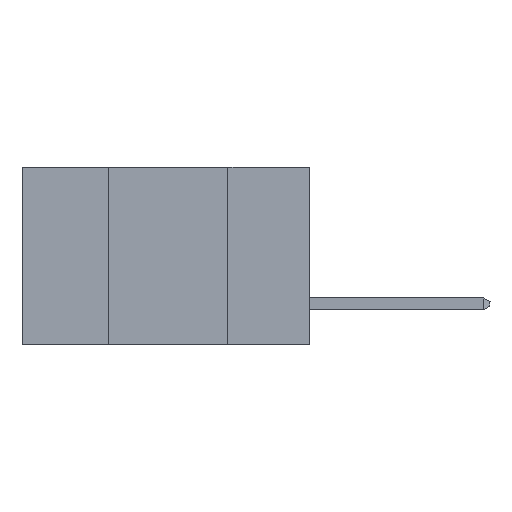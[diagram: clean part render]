
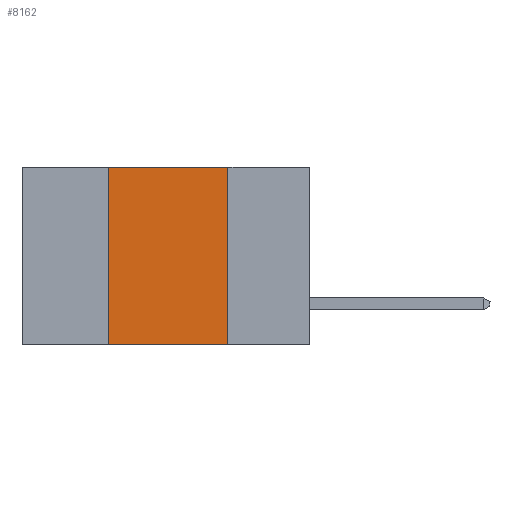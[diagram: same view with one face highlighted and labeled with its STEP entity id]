
A CAD part, left-side view. The second image highlights one B-rep face of the part: STEP entity #8162.
In plain terms, the highlighted planar face has unit normal (-1, 0, 0).
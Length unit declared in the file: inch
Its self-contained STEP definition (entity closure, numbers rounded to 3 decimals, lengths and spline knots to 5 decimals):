
#368 = VERTEX_POINT ( 'NONE', #38030 ) ;
#1235 = VERTEX_POINT ( 'NONE', #34542 ) ;
#1674 = ORIENTED_EDGE ( 'NONE', *, *, #13043, .F. ) ;
#3261 = PLANE ( 'NONE',  #33450 ) ;
#3402 = CARTESIAN_POINT ( 'NONE',  ( 0., 0.17, 0. ) ) ;
#4410 = EDGE_CURVE ( 'NONE', #1235, #32870, #40675, .T. ) ;
#8162 = ADVANCED_FACE ( 'NONE', ( #13599 ), #3261, .F. ) ;
#8960 = EDGE_CURVE ( 'NONE', #29240, #32870, #17931, .T. ) ;
#9790 = DIRECTION ( 'NONE',  ( 0., -1., 0. ) ) ;
#10182 = DIRECTION ( 'NONE',  ( 0., 0., 1. ) ) ;
#10418 = ORIENTED_EDGE ( 'NONE', *, *, #4410, .T. ) ;
#11693 = VECTOR ( 'NONE', #10182, 39.37008 ) ;
#12068 = LINE ( 'NONE', #28554, #29069 ) ;
#13043 = EDGE_CURVE ( 'NONE', #368, #29240, #12068, .T. ) ;
#13599 = FACE_OUTER_BOUND ( 'NONE', #39859, .T. ) ;
#14004 = LINE ( 'NONE', #41740, #11693 ) ;
#14115 = DIRECTION ( 'NONE',  ( 0., 0., -1. ) ) ;
#16985 = CARTESIAN_POINT ( 'NONE',  ( 0., 0.6, 0. ) ) ;
#17931 = LINE ( 'NONE', #41408, #36893 ) ;
#27369 = DIRECTION ( 'NONE',  ( 0., 0., -1. ) ) ;
#28554 = CARTESIAN_POINT ( 'NONE',  ( 0., 0.6, 0. ) ) ;
#29069 = VECTOR ( 'NONE', #38918, 39.37008 ) ;
#29240 = VERTEX_POINT ( 'NONE', #3402 ) ;
#30745 = DIRECTION ( 'NONE',  ( 1., 0., 0. ) ) ;
#32870 = VERTEX_POINT ( 'NONE', #37889 ) ;
#33450 = AXIS2_PLACEMENT_3D ( 'NONE', #16985, #30745, #27369 ) ;
#34542 = CARTESIAN_POINT ( 'NONE',  ( 0., 0.42, -0.37 ) ) ;
#36893 = VECTOR ( 'NONE', #14115, 39.37008 ) ;
#37287 = CARTESIAN_POINT ( 'NONE',  ( 0., 0.6, -0.37 ) ) ;
#37889 = CARTESIAN_POINT ( 'NONE',  ( 0., 0.17, -0.37 ) ) ;
#37912 = ORIENTED_EDGE ( 'NONE', *, *, #8960, .F. ) ;
#38030 = CARTESIAN_POINT ( 'NONE',  ( 0., 0.42, 0. ) ) ;
#38202 = VECTOR ( 'NONE', #9790, 39.37008 ) ;
#38918 = DIRECTION ( 'NONE',  ( 0., -1., 0. ) ) ;
#39385 = EDGE_CURVE ( 'NONE', #1235, #368, #14004, .T. ) ;
#39859 = EDGE_LOOP ( 'NONE', ( #37912, #1674, #43712, #10418 ) ) ;
#40675 = LINE ( 'NONE', #37287, #38202 ) ;
#41408 = CARTESIAN_POINT ( 'NONE',  ( 0., 0.17, 0. ) ) ;
#41740 = CARTESIAN_POINT ( 'NONE',  ( 0., 0.42, 0. ) ) ;
#43712 = ORIENTED_EDGE ( 'NONE', *, *, #39385, .F. ) ;
